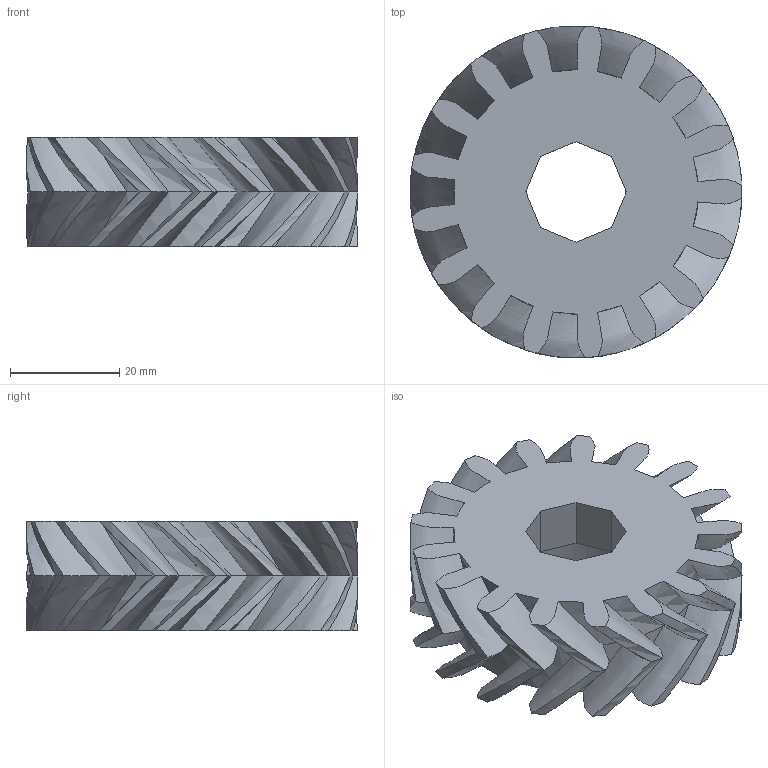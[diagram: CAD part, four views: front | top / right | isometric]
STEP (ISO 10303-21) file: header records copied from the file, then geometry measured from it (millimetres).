
FILE_DESCRIPTION(('FreeCAD Model'),'2;1');
FILE_NAME('Open CASCADE Shape Model','2023-12-20T17:49:54',(''),(''), 'Open CASCADE STEP processor 7.6','FreeCAD','Unknown');
FILE_SCHEMA(('AUTOMOTIVE_DESIGN { 1 0 10303 214 1 1 1 1 }'));
Length unit declared in the file: millimetre
Products named in the file (1): Cut002
Bounding box: 60.77 x 60.77 x 20.02 mm (x, y, z)
Volume: 31834.3 mm3; surface area: 15382.9 mm2
Topology: 1 solids, 1 shells, 148 faces, 367 edges, 222 vertices
Faces by surface type: bspline 136, plane 11, cylinder 1
Full cylindrical faces by diameter (mm): 30.5 x1
Entity records: 19807 total; most frequent: CARTESIAN_POINT 17398, ORIENTED_EDGE 734, EDGE_CURVE 367, B_SPLINE_CURVE_WITH_KNOTS 340, VERTEX_POINT 222, FACE_BOUND 151, EDGE_LOOP 151, ADVANCED_FACE 148
